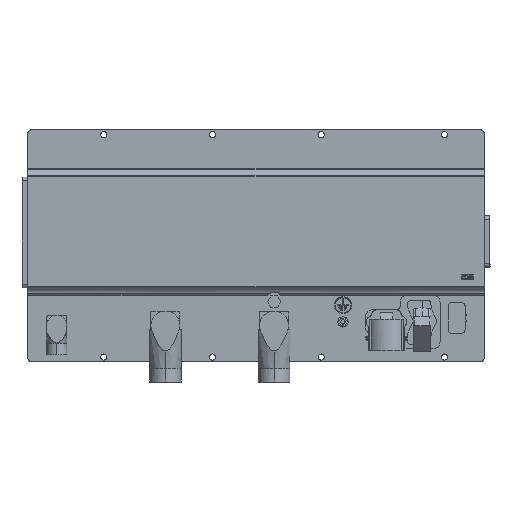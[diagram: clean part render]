
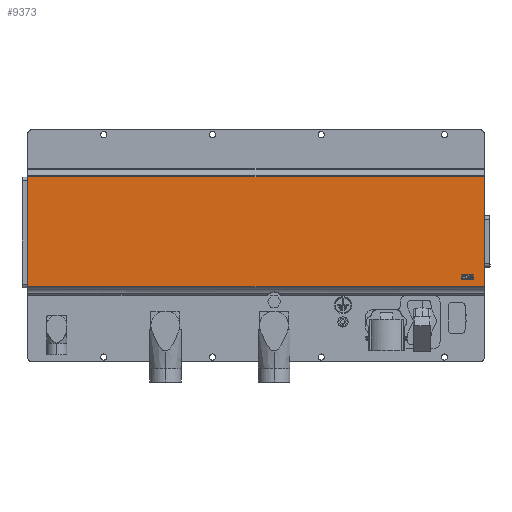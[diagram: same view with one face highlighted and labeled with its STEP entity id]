
A CAD part, front view. The second image highlights one B-rep face of the part: STEP entity #9373.
In plain terms, the highlighted face is planar.
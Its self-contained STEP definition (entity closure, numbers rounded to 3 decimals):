
#597 = DIRECTION ( 'NONE',  ( 0., -1., 0. ) ) ;
#1617 = ORIENTED_EDGE ( 'NONE', *, *, #7148, .T. ) ;
#1755 = EDGE_CURVE ( 'NONE', #11503, #20839, #9495, .T. ) ;
#2260 = CARTESIAN_POINT ( 'NONE',  ( 0., 218., -1.1 ) ) ;
#2801 = ORIENTED_EDGE ( 'NONE', *, *, #10109, .T. ) ;
#3032 = VERTEX_POINT ( 'NONE', #22899 ) ;
#3378 = CARTESIAN_POINT ( 'NONE',  ( 0., 121.321, -1.1 ) ) ;
#3527 = DIRECTION ( 'NONE',  ( 0., 1., 0. ) ) ;
#4003 = DIRECTION ( 'NONE',  ( 0., 1., 0. ) ) ;
#4066 = VERTEX_POINT ( 'NONE', #3378 ) ;
#5171 = CARTESIAN_POINT ( 'NONE',  ( 0., 216.129, -1.1 ) ) ;
#5457 = EDGE_CURVE ( 'NONE', #4066, #3032, #17484, .T. ) ;
#5754 = LINE ( 'NONE', #21254, #11570 ) ;
#5898 = VECTOR ( 'NONE', #23209, 1000. ) ;
#6491 = EDGE_CURVE ( 'NONE', #6630, #19335, #17119, .T. ) ;
#6630 = VERTEX_POINT ( 'NONE', #16122 ) ;
#6812 = VECTOR ( 'NONE', #16891, 1000. ) ;
#7148 = EDGE_CURVE ( 'NONE', #11503, #17203, #15545, .T. ) ;
#7565 = CARTESIAN_POINT ( 'NONE',  ( 0., 186.679, -1.1 ) ) ;
#7808 = CARTESIAN_POINT ( 'NONE',  ( 630., 215.179, -1.1 ) ) ;
#7882 = DIRECTION ( 'NONE',  ( 0., -1., 0. ) ) ;
#8187 = VECTOR ( 'NONE', #597, 1000. ) ;
#8191 = VECTOR ( 'NONE', #18074, 1000. ) ;
#8472 = ORIENTED_EDGE ( 'NONE', *, *, #18001, .T. ) ;
#9204 = CARTESIAN_POINT ( 'NONE',  ( 630., 218., -1.1 ) ) ;
#9373 = ADVANCED_FACE ( 'NONE', ( #10365 ), #12500, .T. ) ;
#9495 = LINE ( 'NONE', #22694, #6812 ) ;
#9653 = CARTESIAN_POINT ( 'NONE',  ( 0., 118.5, -1.1 ) ) ;
#10109 = EDGE_CURVE ( 'NONE', #19335, #20839, #5754, .T. ) ;
#10365 = FACE_OUTER_BOUND ( 'NONE', #17769, .T. ) ;
#10788 = EDGE_CURVE ( 'NONE', #17203, #4066, #17308, .T. ) ;
#10816 = ORIENTED_EDGE ( 'NONE', *, *, #5457, .T. ) ;
#11447 = LINE ( 'NONE', #9204, #17145 ) ;
#11503 = VERTEX_POINT ( 'NONE', #5171 ) ;
#11563 = AXIS2_PLACEMENT_3D ( 'NONE', #21936, #12378, #18016 ) ;
#11570 = VECTOR ( 'NONE', #4003, 1000. ) ;
#12378 = DIRECTION ( 'NONE',  ( 0., 0., 1. ) ) ;
#12500 = PLANE ( 'NONE',  #11563 ) ;
#12995 = DIRECTION ( 'NONE',  ( 0., 1., 0. ) ) ;
#15117 = VERTEX_POINT ( 'NONE', #21360 ) ;
#15545 = LINE ( 'NONE', #19422, #5898 ) ;
#16122 = CARTESIAN_POINT ( 'NONE',  ( 630., 67.821, -1.1 ) ) ;
#16891 = DIRECTION ( 'NONE',  ( 1., 0., 0. ) ) ;
#17119 = LINE ( 'NONE', #24799, #24354 ) ;
#17145 = VECTOR ( 'NONE', #3527, 1000. ) ;
#17203 = VERTEX_POINT ( 'NONE', #7565 ) ;
#17308 = LINE ( 'NONE', #9653, #20120 ) ;
#17484 = LINE ( 'NONE', #2260, #8187 ) ;
#17769 = EDGE_LOOP ( 'NONE', ( #19232, #2801, #21545, #1617, #24402, #10816, #21012, #8472 ) ) ;
#18001 = EDGE_CURVE ( 'NONE', #15117, #6630, #11447, .T. ) ;
#18016 = DIRECTION ( 'NONE',  ( 0., 1., 0. ) ) ;
#18074 = DIRECTION ( 'NONE',  ( -1., 0., 0. ) ) ;
#19232 = ORIENTED_EDGE ( 'NONE', *, *, #6491, .T. ) ;
#19335 = VERTEX_POINT ( 'NONE', #7808 ) ;
#19422 = CARTESIAN_POINT ( 'NONE',  ( 0., 218., -1.1 ) ) ;
#20120 = VECTOR ( 'NONE', #7882, 1000. ) ;
#20347 = CARTESIAN_POINT ( 'NONE',  ( 1100., 64.871, -1.1 ) ) ;
#20661 = EDGE_CURVE ( 'NONE', #15117, #3032, #22117, .T. ) ;
#20839 = VERTEX_POINT ( 'NONE', #24734 ) ;
#21012 = ORIENTED_EDGE ( 'NONE', *, *, #20661, .F. ) ;
#21254 = CARTESIAN_POINT ( 'NONE',  ( 630., 218., -1.1 ) ) ;
#21360 = CARTESIAN_POINT ( 'NONE',  ( 630., 64.871, -1.1 ) ) ;
#21545 = ORIENTED_EDGE ( 'NONE', *, *, #1755, .F. ) ;
#21936 = CARTESIAN_POINT ( 'NONE',  ( 0., 0., -1.1 ) ) ;
#22117 = LINE ( 'NONE', #20347, #8191 ) ;
#22694 = CARTESIAN_POINT ( 'NONE',  ( 1100., 216.129, -1.1 ) ) ;
#22899 = CARTESIAN_POINT ( 'NONE',  ( 0., 64.871, -1.1 ) ) ;
#23209 = DIRECTION ( 'NONE',  ( 0., -1., 0. ) ) ;
#24354 = VECTOR ( 'NONE', #12995, 1000. ) ;
#24402 = ORIENTED_EDGE ( 'NONE', *, *, #10788, .T. ) ;
#24734 = CARTESIAN_POINT ( 'NONE',  ( 630., 216.129, -1.1 ) ) ;
#24799 = CARTESIAN_POINT ( 'NONE',  ( 630., 218., -1.1 ) ) ;
